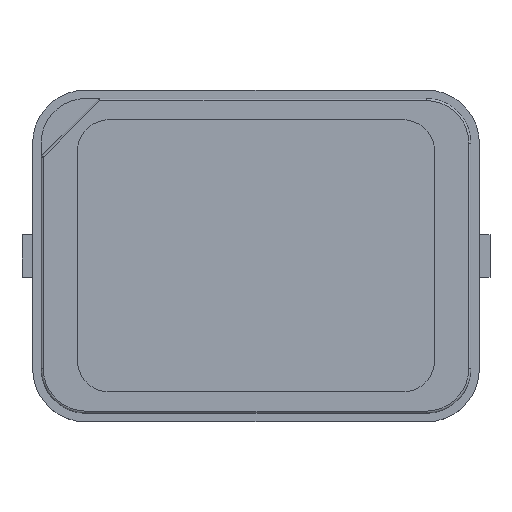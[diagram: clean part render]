
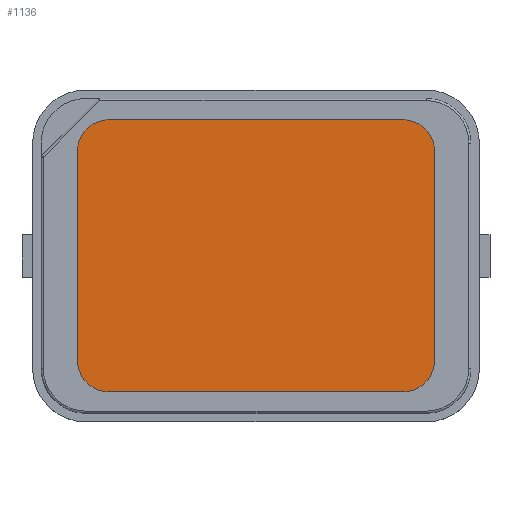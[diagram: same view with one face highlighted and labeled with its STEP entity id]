
A CAD part, top view. The second image highlights one B-rep face of the part: STEP entity #1136.
In plain terms, the highlighted planar face has unit normal (0, 0, 1).
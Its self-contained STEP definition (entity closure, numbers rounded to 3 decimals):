
#23 = DIRECTION ( 'NONE',  ( -1., 0., 0. ) ) ;
#210 = CARTESIAN_POINT ( 'NONE',  ( -0.69, -0.49, 0.54 ) ) ;
#235 = CARTESIAN_POINT ( 'NONE',  ( -0.84, -0.49, 0.54 ) ) ;
#333 = ORIENTED_EDGE ( 'NONE', *, *, #3055, .T. ) ;
#336 = ORIENTED_EDGE ( 'NONE', *, *, #6034, .T. ) ;
#430 = VERTEX_POINT ( 'NONE', #1881 ) ;
#681 = CIRCLE ( 'NONE', #5327, 0.15 ) ;
#827 = EDGE_CURVE ( 'NONE', #1770, #5163, #5932, .T. ) ;
#879 = AXIS2_PLACEMENT_3D ( 'NONE', #5960, #4972, #4553 ) ;
#1039 = CARTESIAN_POINT ( 'NONE',  ( 0., 0.64, 0.54 ) ) ;
#1077 = LINE ( 'NONE', #1039, #1959 ) ;
#1128 = CARTESIAN_POINT ( 'NONE',  ( -0.84, 0., 0.54 ) ) ;
#1136 = ADVANCED_FACE ( 'NONE', ( #2468 ), #4414, .T. ) ;
#1214 = AXIS2_PLACEMENT_3D ( 'NONE', #2140, #2210, #5147 ) ;
#1357 = CARTESIAN_POINT ( 'NONE',  ( 0.69, 0.64, 0.54 ) ) ;
#1387 = LINE ( 'NONE', #1821, #4869 ) ;
#1452 = VERTEX_POINT ( 'NONE', #1357 ) ;
#1745 = EDGE_CURVE ( 'NONE', #2262, #4221, #1387, .T. ) ;
#1770 = VERTEX_POINT ( 'NONE', #2314 ) ;
#1821 = CARTESIAN_POINT ( 'NONE',  ( 0.84, 0., 0.54 ) ) ;
#1881 = CARTESIAN_POINT ( 'NONE',  ( -0.69, 0.64, 0.54 ) ) ;
#1959 = VECTOR ( 'NONE', #23, 1000. ) ;
#1978 = CARTESIAN_POINT ( 'NONE',  ( 0.69, 0.49, 0.54 ) ) ;
#2140 = CARTESIAN_POINT ( 'NONE',  ( 0., 0., 0.54 ) ) ;
#2163 = ORIENTED_EDGE ( 'NONE', *, *, #827, .T. ) ;
#2210 = DIRECTION ( 'NONE',  ( 0., 0., 1. ) ) ;
#2215 = ORIENTED_EDGE ( 'NONE', *, *, #2626, .T. ) ;
#2262 = VERTEX_POINT ( 'NONE', #4992 ) ;
#2314 = CARTESIAN_POINT ( 'NONE',  ( -0.84, 0.49, 0.54 ) ) ;
#2338 = CARTESIAN_POINT ( 'NONE',  ( 0.69, -0.49, 0.54 ) ) ;
#2460 = CIRCLE ( 'NONE', #3485, 0.15 ) ;
#2468 = FACE_OUTER_BOUND ( 'NONE', #3119, .T. ) ;
#2536 = DIRECTION ( 'NONE',  ( 1., 0., 0. ) ) ;
#2599 = EDGE_CURVE ( 'NONE', #4221, #1452, #4225, .T. ) ;
#2626 = EDGE_CURVE ( 'NONE', #5163, #3727, #681, .T. ) ;
#2677 = CARTESIAN_POINT ( 'NONE',  ( 0.84, 0.49, 0.54 ) ) ;
#2832 = EDGE_CURVE ( 'NONE', #430, #1770, #3595, .T. ) ;
#2938 = ORIENTED_EDGE ( 'NONE', *, *, #1745, .T. ) ;
#3055 = EDGE_CURVE ( 'NONE', #3727, #5047, #3766, .T. ) ;
#3119 = EDGE_LOOP ( 'NONE', ( #4022, #2938, #4724, #336, #3987, #2163, #2215, #333 ) ) ;
#3466 = DIRECTION ( 'NONE',  ( 0., 0., 1. ) ) ;
#3485 = AXIS2_PLACEMENT_3D ( 'NONE', #2338, #5300, #4777 ) ;
#3595 = CIRCLE ( 'NONE', #879, 0.15 ) ;
#3705 = AXIS2_PLACEMENT_3D ( 'NONE', #1978, #3801, #2536 ) ;
#3727 = VERTEX_POINT ( 'NONE', #5279 ) ;
#3766 = LINE ( 'NONE', #6196, #6200 ) ;
#3801 = DIRECTION ( 'NONE',  ( 0., 0., 1. ) ) ;
#3987 = ORIENTED_EDGE ( 'NONE', *, *, #2832, .T. ) ;
#4022 = ORIENTED_EDGE ( 'NONE', *, *, #5979, .T. ) ;
#4221 = VERTEX_POINT ( 'NONE', #2677 ) ;
#4225 = CIRCLE ( 'NONE', #3705, 0.15 ) ;
#4414 = PLANE ( 'NONE',  #1214 ) ;
#4423 = DIRECTION ( 'NONE',  ( 0., -1., 0. ) ) ;
#4473 = DIRECTION ( 'NONE',  ( 1., 0., 0. ) ) ;
#4553 = DIRECTION ( 'NONE',  ( 1., 0., 0. ) ) ;
#4724 = ORIENTED_EDGE ( 'NONE', *, *, #2599, .T. ) ;
#4777 = DIRECTION ( 'NONE',  ( 1., 0., 0. ) ) ;
#4869 = VECTOR ( 'NONE', #5707, 1000. ) ;
#4972 = DIRECTION ( 'NONE',  ( 0., 0., 1. ) ) ;
#4992 = CARTESIAN_POINT ( 'NONE',  ( 0.84, -0.49, 0.54 ) ) ;
#5047 = VERTEX_POINT ( 'NONE', #5860 ) ;
#5147 = DIRECTION ( 'NONE',  ( 1., 0., 0. ) ) ;
#5163 = VERTEX_POINT ( 'NONE', #235 ) ;
#5177 = VECTOR ( 'NONE', #4423, 1000. ) ;
#5279 = CARTESIAN_POINT ( 'NONE',  ( -0.69, -0.64, 0.54 ) ) ;
#5300 = DIRECTION ( 'NONE',  ( 0., 0., 1. ) ) ;
#5327 = AXIS2_PLACEMENT_3D ( 'NONE', #210, #3466, #4473 ) ;
#5686 = DIRECTION ( 'NONE',  ( 1., 0., 0. ) ) ;
#5707 = DIRECTION ( 'NONE',  ( 0., 1., 0. ) ) ;
#5860 = CARTESIAN_POINT ( 'NONE',  ( 0.69, -0.64, 0.54 ) ) ;
#5932 = LINE ( 'NONE', #1128, #5177 ) ;
#5960 = CARTESIAN_POINT ( 'NONE',  ( -0.69, 0.49, 0.54 ) ) ;
#5979 = EDGE_CURVE ( 'NONE', #5047, #2262, #2460, .T. ) ;
#6034 = EDGE_CURVE ( 'NONE', #1452, #430, #1077, .T. ) ;
#6196 = CARTESIAN_POINT ( 'NONE',  ( 0., -0.64, 0.54 ) ) ;
#6200 = VECTOR ( 'NONE', #5686, 1000. ) ;
